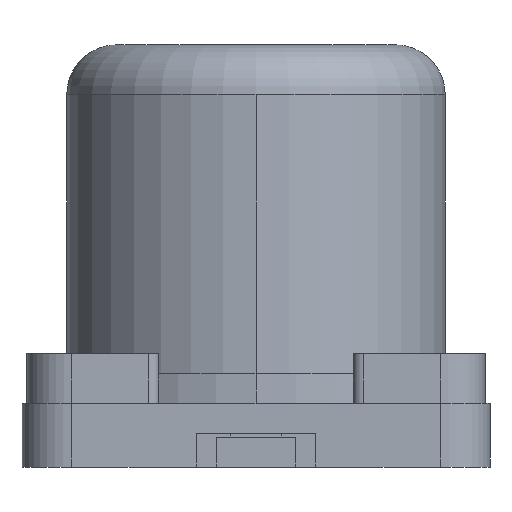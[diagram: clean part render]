
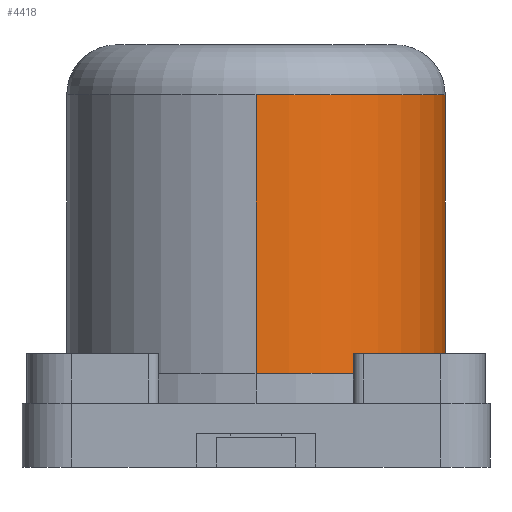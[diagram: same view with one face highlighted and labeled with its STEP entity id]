
A CAD part, left-side view. The second image highlights one B-rep face of the part: STEP entity #4418.
In plain terms, the highlighted cylindrical face has radius 1.9 mm (diameter 3.8 mm), a partial arc.
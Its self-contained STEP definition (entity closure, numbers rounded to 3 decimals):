
#684 = VERTEX_POINT ( 'NONE', #5411 ) ;
#706 = ORIENTED_EDGE ( 'NONE', *, *, #2939, .T. ) ;
#1161 = VERTEX_POINT ( 'NONE', #3128 ) ;
#1295 = CIRCLE ( 'NONE', #5557, 1.9 ) ;
#1501 = DIRECTION ( 'NONE',  ( -1., 0., 0. ) ) ;
#1616 = CYLINDRICAL_SURFACE ( 'NONE', #2028, 1.9 ) ;
#1709 = ORIENTED_EDGE ( 'NONE', *, *, #2338, .T. ) ;
#1804 = EDGE_CURVE ( 'NONE', #1161, #684, #4398, .T. ) ;
#2028 = AXIS2_PLACEMENT_3D ( 'NONE', #4437, #3411, #1501 ) ;
#2043 = EDGE_CURVE ( 'NONE', #1161, #3064, #1295, .T. ) ;
#2081 = CARTESIAN_POINT ( 'NONE',  ( -5.25, 0., 4.24 ) ) ;
#2088 = VERTEX_POINT ( 'NONE', #6164 ) ;
#2338 = EDGE_CURVE ( 'NONE', #2088, #684, #6434, .T. ) ;
#2563 = DIRECTION ( 'NONE',  ( 0., 0., -1. ) ) ;
#2861 = CARTESIAN_POINT ( 'NONE',  ( -3.35, -1.9, 4.24 ) ) ;
#2900 = VECTOR ( 'NONE', #5974, 1000. ) ;
#2915 = DIRECTION ( 'NONE',  ( 0., 0., 1. ) ) ;
#2939 = EDGE_CURVE ( 'NONE', #3064, #2088, #3801, .T. ) ;
#3064 = VERTEX_POINT ( 'NONE', #5288 ) ;
#3128 = CARTESIAN_POINT ( 'NONE',  ( -3.35, -1.9, 3.74 ) ) ;
#3411 = DIRECTION ( 'NONE',  ( 0., 0., -1. ) ) ;
#3494 = AXIS2_PLACEMENT_3D ( 'NONE', #5906, #2915, #6373 ) ;
#3801 = LINE ( 'NONE', #2081, #6294 ) ;
#4290 = DIRECTION ( 'NONE',  ( 1., 0., 0. ) ) ;
#4398 = LINE ( 'NONE', #2861, #2900 ) ;
#4418 = ADVANCED_FACE ( 'NONE', ( #4733 ), #1616, .T. ) ;
#4437 = CARTESIAN_POINT ( 'NONE',  ( -3.35, 0., 4.24 ) ) ;
#4733 = FACE_OUTER_BOUND ( 'NONE', #5510, .T. ) ;
#4797 = ORIENTED_EDGE ( 'NONE', *, *, #1804, .F. ) ;
#5184 = DIRECTION ( 'NONE',  ( 0., 0., -1. ) ) ;
#5288 = CARTESIAN_POINT ( 'NONE',  ( -5.25, 0., 3.74 ) ) ;
#5411 = CARTESIAN_POINT ( 'NONE',  ( -3.35, -1.9, 0.94 ) ) ;
#5510 = EDGE_LOOP ( 'NONE', ( #6401, #706, #1709, #4797 ) ) ;
#5557 = AXIS2_PLACEMENT_3D ( 'NONE', #6209, #5184, #4290 ) ;
#5906 = CARTESIAN_POINT ( 'NONE',  ( -3.35, 0., 0.94 ) ) ;
#5974 = DIRECTION ( 'NONE',  ( 0., 0., -1. ) ) ;
#6164 = CARTESIAN_POINT ( 'NONE',  ( -5.25, 0., 0.94 ) ) ;
#6209 = CARTESIAN_POINT ( 'NONE',  ( -3.35, 0., 3.74 ) ) ;
#6294 = VECTOR ( 'NONE', #2563, 1000. ) ;
#6373 = DIRECTION ( 'NONE',  ( 1., 0., 0. ) ) ;
#6401 = ORIENTED_EDGE ( 'NONE', *, *, #2043, .T. ) ;
#6434 = CIRCLE ( 'NONE', #3494, 1.9 ) ;
